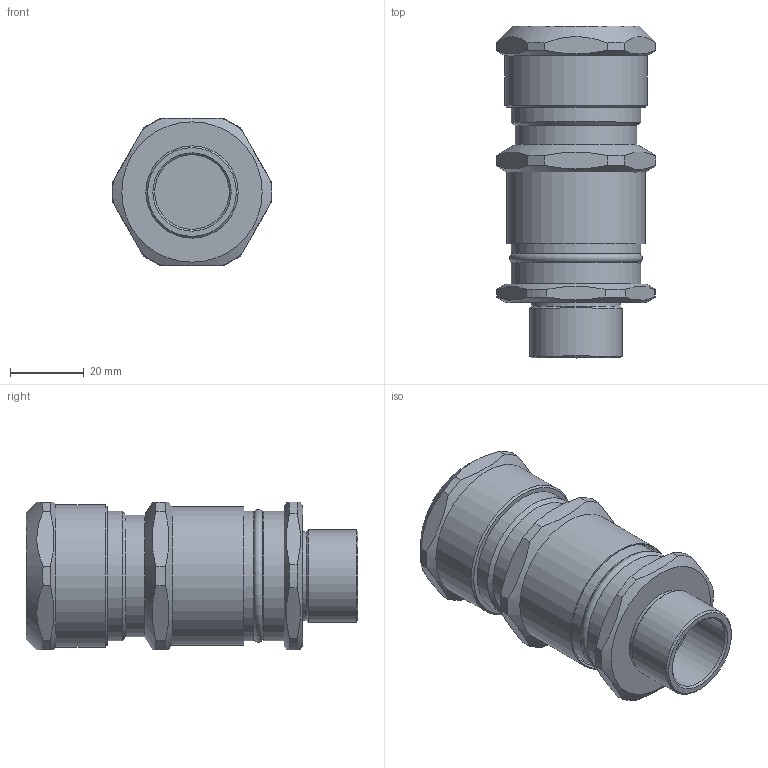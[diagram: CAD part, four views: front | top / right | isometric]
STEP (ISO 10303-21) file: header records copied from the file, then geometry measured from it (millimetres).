
FILE_DESCRIPTION(/* description */ ('','CAx-IF Rec.Pracs.---Representation and Presentation of Product Manufacturing Information (PMI)---4.0---2014-10-13'),/* implementation_level */ '2;1');
FILE_NAME(/* name */ 'ЗЭТАРУС ВКБ3-М25-20-26.stp',/* time_stamp */ '2022-07-28T09:01:05+07:00',/* author */ ('zeta-09'),/* organization */ (''),/* preprocessor_version */ 'ST-DEVELOPER v18.1',/* originating_system */ 'Autodesk Inventor 2021',/* authorisation */ '');
FILE_SCHEMA (('AP242_MANAGED_MODEL_BASED_3D_ENGINEERING_MIM_LF { 1 0 10303 442 1 1 4 }'));
Length unit declared in the file: millimetre
Products named in the file (1): Деталь1
Bounding box: 43.19 x 89.86 x 40 mm (x, y, z)
Volume: 84751.8 mm3; surface area: 17407.5 mm2
Topology: 1 solids, 3 shells, 74 faces, 181 edges, 117 vertices
Faces by surface type: plane 40, cylinder 17, cone 15, torus 2
Full cylindrical faces by diameter (mm): 20.2 x1, 24 x1, 25 x1, 26.5 x1, 33 x1, 35 x3, 36 x1, 37.4 x1, 38.6 x1
Entity records: 2340 total; most frequent: CARTESIAN_POINT 518, ORIENTED_EDGE 360, DIRECTION 348, EDGE_CURVE 181, AXIS2_PLACEMENT_3D 143, VERTEX_POINT 117, EDGE_LOOP 80, STYLED_ITEM 74
